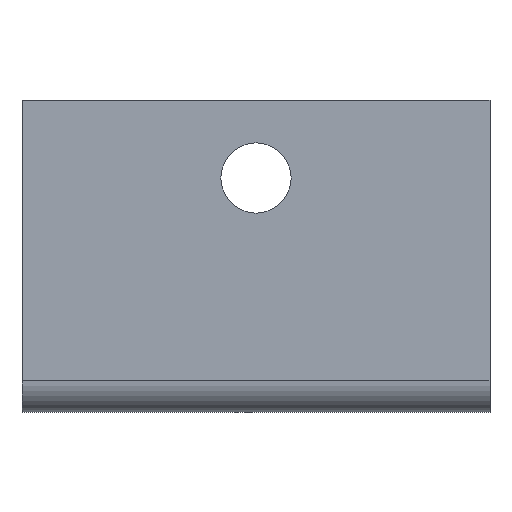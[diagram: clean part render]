
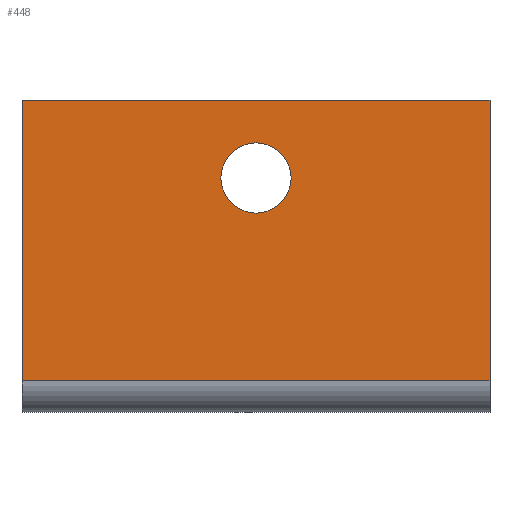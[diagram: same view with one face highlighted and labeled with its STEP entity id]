
A CAD part, left-side view. The second image highlights one B-rep face of the part: STEP entity #448.
In plain terms, the highlighted planar face has unit normal (-1, 0, 0).
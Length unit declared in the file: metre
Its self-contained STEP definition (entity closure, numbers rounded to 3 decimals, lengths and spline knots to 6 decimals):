
#20=CIRCLE('',#488,0.009);
#52=ORIENTED_EDGE('',*,*,#166,.F.);
#53=ORIENTED_EDGE('',*,*,#165,.F.);
#54=ORIENTED_EDGE('',*,*,#169,.F.);
#55=ORIENTED_EDGE('',*,*,#161,.T.);
#56=ORIENTED_EDGE('',*,*,#170,.T.);
#161=EDGE_CURVE('',#219,#221,#257,.T.);
#165=EDGE_CURVE('',#225,#223,#261,.T.);
#166=EDGE_CURVE('',#226,#226,#20,.T.);
#169=EDGE_CURVE('',#219,#225,#263,.T.);
#170=EDGE_CURVE('',#221,#223,#264,.T.);
#219=VERTEX_POINT('',#659);
#221=VERTEX_POINT('',#663);
#223=VERTEX_POINT('',#668);
#225=VERTEX_POINT('',#672);
#226=VERTEX_POINT('',#676);
#257=LINE('',#664,#305);
#261=LINE('',#673,#309);
#263=LINE('',#681,#311);
#264=LINE('',#683,#312);
#305=VECTOR('',#532,1.);
#309=VECTOR('',#538,1.);
#311=VECTOR('',#548,1.);
#312=VECTOR('',#551,1.);
#355=EDGE_LOOP('',(#52));
#356=EDGE_LOOP('',(#53,#54,#55,#56));
#391=FACE_BOUND('',#355,.T.);
#392=FACE_BOUND('',#356,.T.);
#425=PLANE('',#491);
#448=ADVANCED_FACE('',(#391,#392),#425,.T.);
#488=AXIS2_PLACEMENT_3D('',#675,#541,#542);
#491=AXIS2_PLACEMENT_3D('',#682,#549,#550);
#532=DIRECTION('',(0.,0.,-1.));
#538=DIRECTION('',(0.,0.,-1.));
#541=DIRECTION('',(-1.,0.,0.));
#542=DIRECTION('',(0.,0.,1.));
#548=DIRECTION('',(0.,-1.,0.));
#549=DIRECTION('',(-1.,0.,0.));
#550=DIRECTION('',(0.,0.,1.));
#551=DIRECTION('',(0.,-1.,0.));
#659=CARTESIAN_POINT('',(0.,0.,0.08));
#663=CARTESIAN_POINT('',(0.,0.,0.008));
#664=CARTESIAN_POINT('',(0.,0.,0.032449));
#668=CARTESIAN_POINT('',(0.,-0.12,0.008));
#672=CARTESIAN_POINT('',(0.,-0.12,0.08));
#673=CARTESIAN_POINT('',(0.,-0.12,0.032449));
#675=CARTESIAN_POINT('',(0.,-0.06,0.06));
#676=CARTESIAN_POINT('',(0.,-0.06,0.069));
#681=CARTESIAN_POINT('',(0.,0.,0.08));
#682=CARTESIAN_POINT('',(0.,0.,0.032449));
#683=CARTESIAN_POINT('',(0.,0.,0.008));
